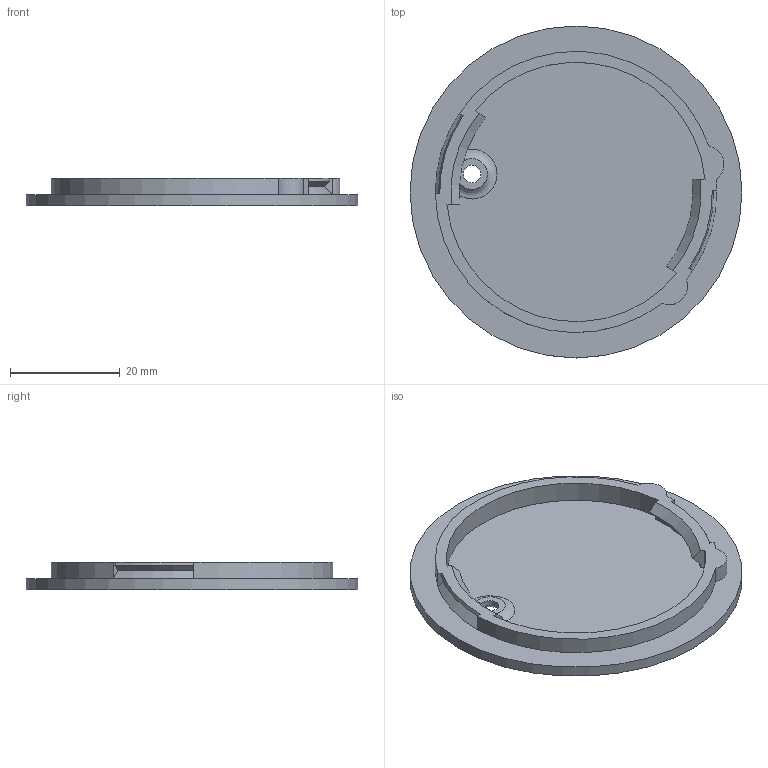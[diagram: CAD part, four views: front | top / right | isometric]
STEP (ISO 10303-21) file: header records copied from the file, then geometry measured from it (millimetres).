
FILE_DESCRIPTION(/* description */ (''),/* implementation_level */ '2;1');
FILE_NAME(/* name */ 'STEP_BottomCoverCap_for_jake.step',/* time_stamp */ '2023-12-30T10:49:59-08:00',/* author */ (''),/* organization */ (''),/* preprocessor_version */ 'ST-DEVELOPER v20',/* originating_system */ 'Autodesk Translation Framework v12.14.0.127',/* authorisation */ '');
FILE_SCHEMA (('AUTOMOTIVE_DESIGN { 1 0 10303 214 3 1 1 }'));
Length unit declared in the file: millimetre
Products named in the file (1): Bottom Cover Cap
Bounding box: 60.4 x 60.4 x 5 mm (x, y, z)
Volume: 5433 mm3; surface area: 7245.6 mm2
Topology: 1 solids, 1 shells, 37 faces, 94 edges, 61 vertices
Faces by surface type: plane 13, cylinder 12, cone 11, torus 1
Full cylindrical faces by diameter (mm): 3.2 x1, 60.4 x1
Entity records: 1178 total; most frequent: CARTESIAN_POINT 230, DIRECTION 203, ORIENTED_EDGE 188, EDGE_CURVE 94, AXIS2_PLACEMENT_3D 80, VERTEX_POINT 61, LINE 43, VECTOR 43
